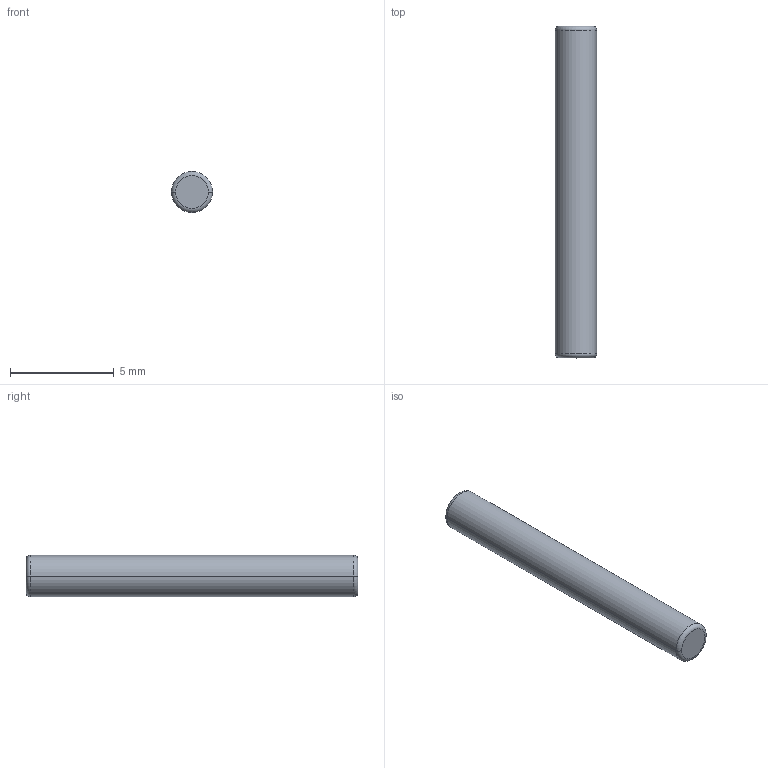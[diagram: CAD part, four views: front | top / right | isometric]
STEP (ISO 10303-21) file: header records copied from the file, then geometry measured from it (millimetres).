
FILE_DESCRIPTION((''),'2;1');
FILE_NAME('72569701','2015-04-24T',('SESA69708'),('Schneider-Electric'),'PRO/ENGINEER BY PARAMETRIC TECHNOLOGY CORPORATION, 2012420','PRO/ENGINEER BY PARAMETRIC TECHNOLOGY CORPORATION, 2012420','');
FILE_SCHEMA(('CONFIG_CONTROL_DESIGN'));
Length unit declared in the file: millimetre
Products named in the file (1): 72569701
Bounding box: 1.99 x 16 x 1.99 mm (x, y, z)
Volume: 49.4 mm3; surface area: 104.9 mm2
Topology: 1 solids, 1 shells, 8 faces, 14 edges, 8 vertices
Faces by surface type: torus 4, plane 2, cylinder 2
Entity records: 236 total; most frequent: DIRECTION 42, CARTESIAN_POINT 30, ORIENTED_EDGE 28, AXIS2_PLACEMENT_3D 20, EDGE_CURVE 14, CIRCLE 12, VERTEX_POINT 8, EDGE_LOOP 8
